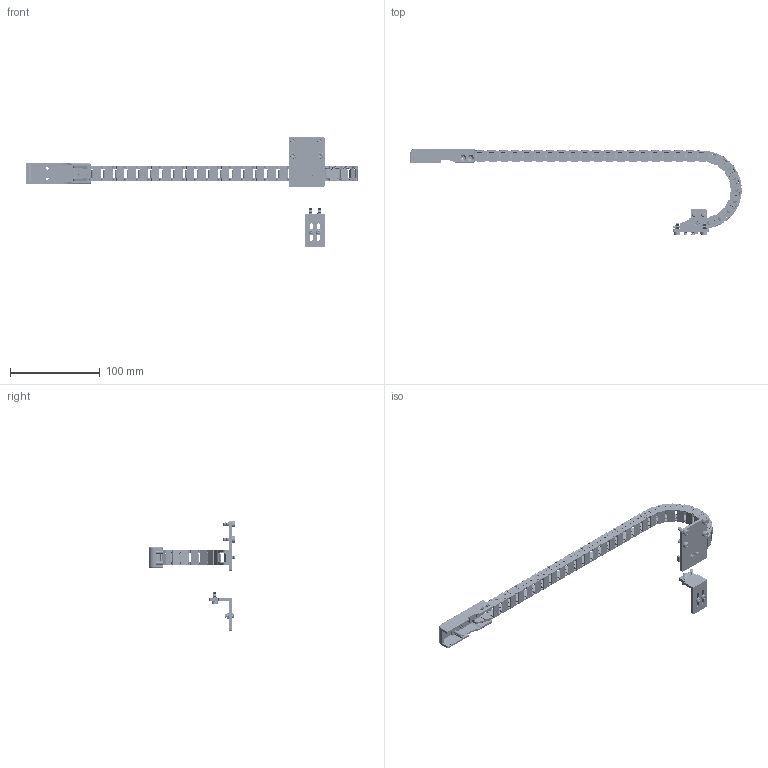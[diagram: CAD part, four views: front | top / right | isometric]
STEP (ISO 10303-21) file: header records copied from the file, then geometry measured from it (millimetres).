
FILE_DESCRIPTION (( 'STEP AP214' ), '1' );
FILE_NAME ('0186-2436_250305_GM50-23-TC-16x12.5.STEP', '2025-03-05T14:00:57', ( '' ), ( '' ), 'SwSTEP 2.0', 'SolidWorks 2024', '' );
FILE_SCHEMA (( 'AUTOMOTIVE_DESIGN' ));
Length unit declared in the file: millimetre
Products named in the file (13): 0160-4479_MA!MI-MONO130.10.28; Kopie von 0160-4685_PS01k-23x80_SD-TC^0186-2436_GM50-23-TC-16x12.5; 0230-0980_M3-6K-Mutter-Typ1; 0230-0463_Lins.-Schr_I-6rd_M3x8_8.8_v-b; 0230-0125_M3_3.2x7x0.5; 0230-0040_Zyl.-Schr_I-6kt_M4x10_8.8_v-b; 0160-4782_TC-16x12.5-35_GM50-23_Hub=290 Pos=Unten; 0180-3374_Z01k-TCP-GM50-DM03-23; 0160-4477_FA!FI-MONO130.10.28; 0186-2436_250305_GM50-23-TC-16x12.5; 0230-0421_Senk.-Schr_I-6rd_M3x6_8.8_v-b; 0160-4481_KG-MONO130.10.28; 0180-3256_Z01k-TCW-GM50
Assembly tree (53 placements, depth 3):
  0186-2436_250305_GM50-23-TC-16x12.5
    Kopie von 0160-4685_PS01k-23x80_SD-TC^0186-2436_GM50-23-TC-16x12.5
    0230-0980_M3-6K-Mutter-Typ1  x4
    0230-0421_Senk.-Schr_I-6rd_M3x6_8.8_v-b  x2
    0180-3256_Z01k-TCW-GM50
    0180-3374_Z01k-TCP-GM50-DM03-23
    0160-4782_TC-16x12.5-35_GM50-23_Hub=290 Pos=Unten
      0160-4479_MA!MI-MONO130.10.28
      0160-4481_KG-MONO130.10.28  x29
    0230-0040_Zyl.-Schr_I-6kt_M4x10_8.8_v-b  x6
    0230-0463_Lins.-Schr_I-6rd_M3x8_8.8_v-b  x4
    0160-4477_FA!FI-MONO130.10.28
    0230-0125_M3_3.2x7x0.5  x2
Bounding box: 369.94 x 96.7 x 122.5 mm (x, y, z)
Volume: 51416.1 mm3; surface area: 76567.8 mm2
Topology: 81 solids, 81 shells, 6237 faces, 17144 edges, 11093 vertices
Faces by surface type: plane 3914, cylinder 1597, cone 540, bspline 168, torus 16, sphere 2
Full cylindrical faces by diameter (mm): 2.5 x24, 3 x24, 3.2 x6, 3.4 x6, 4 x72, 4.3 x2, 4.5 x64, 4.55 x60, 5.5 x4, 7 x8
Entity records: 32708 total; most frequent: CARTESIAN_POINT 9069, ORIENTED_EDGE 4160, DIRECTION 3847, EDGE_CURVE 2080, VERTEX_POINT 1395, AXIS2_PLACEMENT_3D 1328, LINE 1191, VECTOR 1191
